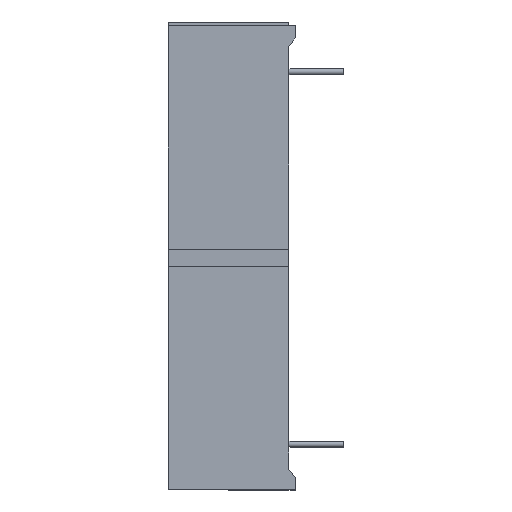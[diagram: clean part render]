
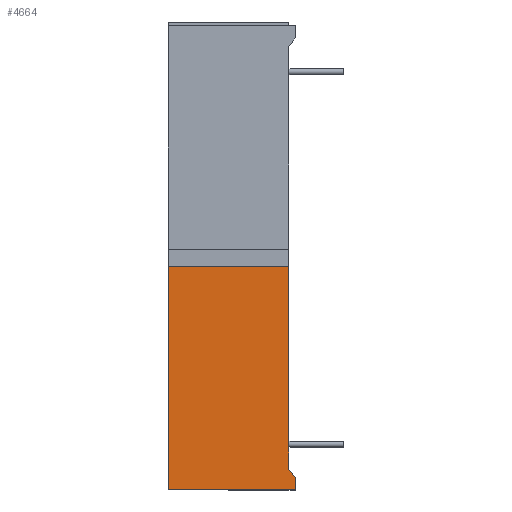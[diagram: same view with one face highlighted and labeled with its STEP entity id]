
A CAD part, left-side view. The second image highlights one B-rep face of the part: STEP entity #4664.
In plain terms, the highlighted planar face has unit normal (-1, 0, 0).
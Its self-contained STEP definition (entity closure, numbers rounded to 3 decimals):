
#656 = EDGE_LOOP ( 'NONE', ( #10238, #10413, #13572, #12790, #4128, #13203 ) ) ;
#918 = CARTESIAN_POINT ( 'NONE',  ( -19., 4.5, -0.7 ) ) ;
#1129 = VECTOR ( 'NONE', #18082, 1000. ) ;
#1167 = CARTESIAN_POINT ( 'NONE',  ( -19., 4.5, -0.7 ) ) ;
#1190 = AXIS2_PLACEMENT_3D ( 'NONE', #17837, #11501, #1997 ) ;
#1832 = CARTESIAN_POINT ( 'NONE',  ( -19., 15.55, -1.505 ) ) ;
#1997 = DIRECTION ( 'NONE',  ( 0., 0., -1. ) ) ;
#2583 = VECTOR ( 'NONE', #13401, 1000. ) ;
#2725 = LINE ( 'NONE', #6083, #8997 ) ;
#3218 = CARTESIAN_POINT ( 'NONE',  ( -19., 4.5, -17.286 ) ) ;
#3875 = LINE ( 'NONE', #918, #2583 ) ;
#3918 = CARTESIAN_POINT ( 'NONE',  ( -19., 14.4, -19. ) ) ;
#4128 = ORIENTED_EDGE ( 'NONE', *, *, #15049, .F. ) ;
#4664 = ADVANCED_FACE ( 'NONE', ( #19533 ), #6407, .F. ) ;
#5506 = LINE ( 'NONE', #20106, #18219 ) ;
#5950 = EDGE_CURVE ( 'NONE', #15242, #15332, #16496, .T. ) ;
#6083 = CARTESIAN_POINT ( 'NONE',  ( -19., 14.4, -0.7 ) ) ;
#6407 = PLANE ( 'NONE',  #1190 ) ;
#6665 = VERTEX_POINT ( 'NONE', #3218 ) ;
#6979 = CARTESIAN_POINT ( 'NONE',  ( -19., 4., -0.7 ) ) ;
#6984 = DIRECTION ( 'NONE',  ( 0., 0.574, 0.819 ) ) ;
#7238 = VERTEX_POINT ( 'NONE', #19205 ) ;
#7536 = EDGE_CURVE ( 'NONE', #6665, #13175, #3875, .T. ) ;
#8997 = VECTOR ( 'NONE', #15612, 1000. ) ;
#10238 = ORIENTED_EDGE ( 'NONE', *, *, #20504, .T. ) ;
#10413 = ORIENTED_EDGE ( 'NONE', *, *, #19110, .T. ) ;
#10969 = VERTEX_POINT ( 'NONE', #15253 ) ;
#11187 = EDGE_CURVE ( 'NONE', #10969, #13175, #2725, .T. ) ;
#11501 = DIRECTION ( 'NONE',  ( 1., 0., 0. ) ) ;
#12790 = ORIENTED_EDGE ( 'NONE', *, *, #11187, .F. ) ;
#13135 = LINE ( 'NONE', #1832, #16233 ) ;
#13175 = VERTEX_POINT ( 'NONE', #1167 ) ;
#13203 = ORIENTED_EDGE ( 'NONE', *, *, #5950, .T. ) ;
#13401 = DIRECTION ( 'NONE',  ( 0., 0., 1. ) ) ;
#13563 = DIRECTION ( 'NONE',  ( 0., 0., 1. ) ) ;
#13572 = ORIENTED_EDGE ( 'NONE', *, *, #7536, .T. ) ;
#15049 = EDGE_CURVE ( 'NONE', #15242, #10969, #5506, .T. ) ;
#15242 = VERTEX_POINT ( 'NONE', #17854 ) ;
#15253 = CARTESIAN_POINT ( 'NONE',  ( -19., 14.4, -0.7 ) ) ;
#15332 = VERTEX_POINT ( 'NONE', #19549 ) ;
#15612 = DIRECTION ( 'NONE',  ( 0., -1., 0. ) ) ;
#16233 = VECTOR ( 'NONE', #6984, 1000. ) ;
#16496 = LINE ( 'NONE', #3918, #1129 ) ;
#17572 = VECTOR ( 'NONE', #13563, 1000. ) ;
#17837 = CARTESIAN_POINT ( 'NONE',  ( -19., 14.4, -0.7 ) ) ;
#17854 = CARTESIAN_POINT ( 'NONE',  ( -19., 14.4, -19. ) ) ;
#18082 = DIRECTION ( 'NONE',  ( 0., -1., 0. ) ) ;
#18219 = VECTOR ( 'NONE', #20316, 1000. ) ;
#18312 = LINE ( 'NONE', #6979, #17572 ) ;
#19110 = EDGE_CURVE ( 'NONE', #7238, #6665, #13135, .T. ) ;
#19205 = CARTESIAN_POINT ( 'NONE',  ( -19., 4., -18. ) ) ;
#19533 = FACE_OUTER_BOUND ( 'NONE', #656, .T. ) ;
#19549 = CARTESIAN_POINT ( 'NONE',  ( -19., 4., -19. ) ) ;
#20106 = CARTESIAN_POINT ( 'NONE',  ( -19., 14.4, -0.7 ) ) ;
#20316 = DIRECTION ( 'NONE',  ( 0., 0., 1. ) ) ;
#20504 = EDGE_CURVE ( 'NONE', #15332, #7238, #18312, .T. ) ;
